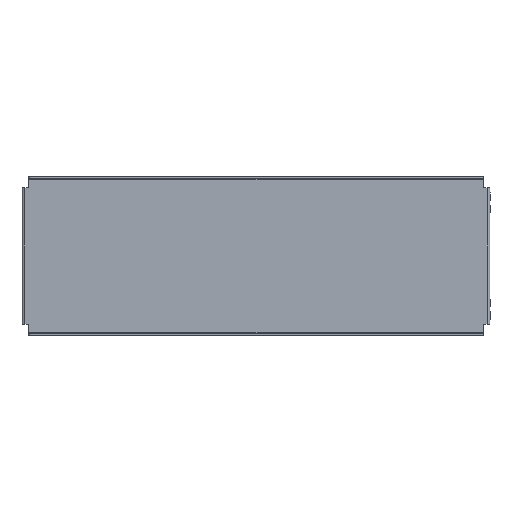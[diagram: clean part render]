
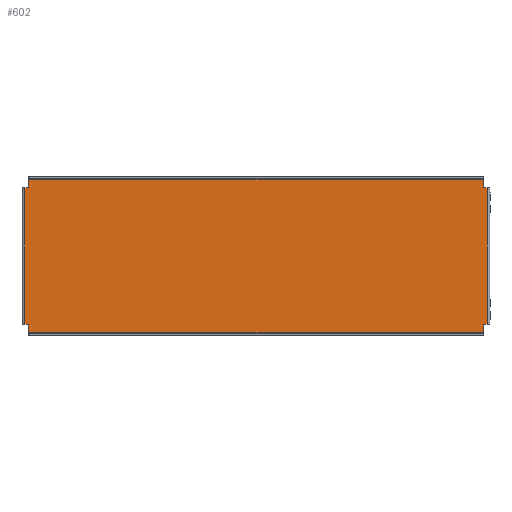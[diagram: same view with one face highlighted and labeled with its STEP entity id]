
A CAD part, top view. The second image highlights one B-rep face of the part: STEP entity #602.
In plain terms, the highlighted planar face has unit normal (0, 0, 1).
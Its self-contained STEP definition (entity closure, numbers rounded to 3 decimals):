
#65 = EDGE_CURVE ( 'NONE', #2257, #2372, #974, .T. ) ;
#66 = EDGE_CURVE ( 'NONE', #2257, #2566, #1056, .T. ) ;
#67 = EDGE_CURVE ( 'NONE', #2566, #2607, #986, .T. ) ;
#68 = EDGE_CURVE ( 'NONE', #2607, #2203, #1183, .T. ) ;
#69 = EDGE_CURVE ( 'NONE', #2465, #2203, #955, .T. ) ;
#70 = EDGE_CURVE ( 'NONE', #2465, #2376, #1026, .T. ) ;
#71 = EDGE_CURVE ( 'NONE', #2525, #2376, #1060, .T. ) ;
#72 = EDGE_CURVE ( 'NONE', #2525, #2245, #1153, .T. ) ;
#73 = EDGE_CURVE ( 'NONE', #2245, #2313, #1024, .T. ) ;
#74 = EDGE_CURVE ( 'NONE', #2313, #2176, #1181, .T. ) ;
#75 = EDGE_CURVE ( 'NONE', #2266, #2176, #990, .T. ) ;
#76 = EDGE_CURVE ( 'NONE', #2266, #2372, #1224, .T. ) ;
#229 = ORIENTED_EDGE ( 'NONE', *, *, #66, .T. ) ;
#250 = ORIENTED_EDGE ( 'NONE', *, *, #67, .T. ) ;
#257 = ORIENTED_EDGE ( 'NONE', *, *, #73, .T. ) ;
#319 = ORIENTED_EDGE ( 'NONE', *, *, #72, .T. ) ;
#336 = ORIENTED_EDGE ( 'NONE', *, *, #70, .T. ) ;
#359 = ORIENTED_EDGE ( 'NONE', *, *, #65, .F. ) ;
#406 = ORIENTED_EDGE ( 'NONE', *, *, #71, .F. ) ;
#421 = ORIENTED_EDGE ( 'NONE', *, *, #74, .T. ) ;
#472 = ORIENTED_EDGE ( 'NONE', *, *, #76, .T. ) ;
#486 = ORIENTED_EDGE ( 'NONE', *, *, #68, .T. ) ;
#491 = ORIENTED_EDGE ( 'NONE', *, *, #75, .F. ) ;
#513 = ORIENTED_EDGE ( 'NONE', *, *, #69, .F. ) ;
#602 = ADVANCED_FACE ( 'NONE', ( #803 ), #1957, .T. ) ;
#803 = FACE_OUTER_BOUND ( 'NONE', #2473, .T. ) ;
#806 = VECTOR ( 'NONE', #1683, 1000. ) ;
#815 = VECTOR ( 'NONE', #1635, 1000. ) ;
#847 = VECTOR ( 'NONE', #1514, 1000. ) ;
#884 = VECTOR ( 'NONE', #1538, 1000. ) ;
#955 = LINE ( 'NONE', #1630, #1156 ) ;
#972 = VECTOR ( 'NONE', #1534, 1000. ) ;
#974 = LINE ( 'NONE', #1689, #806 ) ;
#986 = LINE ( 'NONE', #1710, #847 ) ;
#990 = LINE ( 'NONE', #1654, #1023 ) ;
#1023 = VECTOR ( 'NONE', #1652, 1000. ) ;
#1024 = LINE ( 'NONE', #1657, #884 ) ;
#1026 = LINE ( 'NONE', #1675, #972 ) ;
#1056 = LINE ( 'NONE', #1714, #1101 ) ;
#1060 = LINE ( 'NONE', #1632, #815 ) ;
#1090 = VECTOR ( 'NONE', #1535, 1000. ) ;
#1093 = VECTOR ( 'NONE', #1646, 1000. ) ;
#1099 = VECTOR ( 'NONE', #1656, 1000. ) ;
#1101 = VECTOR ( 'NONE', #1504, 1000. ) ;
#1153 = LINE ( 'NONE', #1708, #1099 ) ;
#1156 = VECTOR ( 'NONE', #1533, 1000. ) ;
#1181 = LINE ( 'NONE', #1540, #1090 ) ;
#1183 = LINE ( 'NONE', #1703, #1203 ) ;
#1203 = VECTOR ( 'NONE', #1682, 1000. ) ;
#1224 = LINE ( 'NONE', #1704, #1093 ) ;
#1344 = CARTESIAN_POINT ( 'NONE',  ( -242., -72.5, 2. ) ) ;
#1358 = CARTESIAN_POINT ( 'NONE',  ( -246., -72.5, 2. ) ) ;
#1368 = CARTESIAN_POINT ( 'NONE',  ( 246., -72.5, 2. ) ) ;
#1394 = CARTESIAN_POINT ( 'NONE',  ( 242., -81.5, 2. ) ) ;
#1395 = CARTESIAN_POINT ( 'NONE',  ( 242., -72.5, 2. ) ) ;
#1397 = CARTESIAN_POINT ( 'NONE',  ( -242., 72.5, 2. ) ) ;
#1409 = CARTESIAN_POINT ( 'NONE',  ( 246., 72.5, 2. ) ) ;
#1412 = CARTESIAN_POINT ( 'NONE',  ( -246., 72.5, 2. ) ) ;
#1440 = CARTESIAN_POINT ( 'NONE',  ( 242., 81.5, 2. ) ) ;
#1443 = CARTESIAN_POINT ( 'NONE',  ( -242., -81.5, 2. ) ) ;
#1446 = CARTESIAN_POINT ( 'NONE',  ( -242., 81.5, 2. ) ) ;
#1467 = CARTESIAN_POINT ( 'NONE',  ( 242., 72.5, 2. ) ) ;
#1504 = DIRECTION ( 'NONE',  ( 0., -1., 0. ) ) ;
#1514 = DIRECTION ( 'NONE',  ( 1., 0., 0. ) ) ;
#1533 = DIRECTION ( 'NONE',  ( -1., 0., 0. ) ) ;
#1534 = DIRECTION ( 'NONE',  ( 0., 1., 0. ) ) ;
#1535 = DIRECTION ( 'NONE',  ( 0., 1., 0. ) ) ;
#1538 = DIRECTION ( 'NONE',  ( -1., 0., 0. ) ) ;
#1540 = CARTESIAN_POINT ( 'NONE',  ( 242., 82.5, 2. ) ) ;
#1630 = CARTESIAN_POINT ( 'NONE',  ( 242., -81.5, 2. ) ) ;
#1632 = CARTESIAN_POINT ( 'NONE',  ( 247., -72.5, 2. ) ) ;
#1635 = DIRECTION ( 'NONE',  ( -1., 0., 0. ) ) ;
#1646 = DIRECTION ( 'NONE',  ( 0., -1., 0. ) ) ;
#1652 = DIRECTION ( 'NONE',  ( 1., 0., 0. ) ) ;
#1654 = CARTESIAN_POINT ( 'NONE',  ( -242., 81.5, 2. ) ) ;
#1656 = DIRECTION ( 'NONE',  ( 0., 1., 0. ) ) ;
#1657 = CARTESIAN_POINT ( 'NONE',  ( 247., 72.5, 2. ) ) ;
#1675 = CARTESIAN_POINT ( 'NONE',  ( 242., 82.5, 2. ) ) ;
#1682 = DIRECTION ( 'NONE',  ( 0., -1., 0. ) ) ;
#1683 = DIRECTION ( 'NONE',  ( 1., 0., 0. ) ) ;
#1689 = CARTESIAN_POINT ( 'NONE',  ( -247., 72.5, 2. ) ) ;
#1703 = CARTESIAN_POINT ( 'NONE',  ( -242., 82.5, 2. ) ) ;
#1704 = CARTESIAN_POINT ( 'NONE',  ( -242., 82.5, 2. ) ) ;
#1708 = CARTESIAN_POINT ( 'NONE',  ( 246., -72.5, 2. ) ) ;
#1710 = CARTESIAN_POINT ( 'NONE',  ( -247., -72.5, 2. ) ) ;
#1714 = CARTESIAN_POINT ( 'NONE',  ( -246., 72.5, 2. ) ) ;
#1897 = CARTESIAN_POINT ( 'NONE',  ( -242., -82.5, 2. ) ) ;
#1908 = DIRECTION ( 'NONE',  ( 1., 0., 0. ) ) ;
#1957 = PLANE ( 'NONE',  #3085 ) ;
#1967 = DIRECTION ( 'NONE',  ( 0., 0., 1. ) ) ;
#2176 = VERTEX_POINT ( 'NONE', #1440 ) ;
#2203 = VERTEX_POINT ( 'NONE', #1443 ) ;
#2245 = VERTEX_POINT ( 'NONE', #1409 ) ;
#2257 = VERTEX_POINT ( 'NONE', #1412 ) ;
#2266 = VERTEX_POINT ( 'NONE', #1446 ) ;
#2313 = VERTEX_POINT ( 'NONE', #1467 ) ;
#2372 = VERTEX_POINT ( 'NONE', #1397 ) ;
#2376 = VERTEX_POINT ( 'NONE', #1395 ) ;
#2465 = VERTEX_POINT ( 'NONE', #1394 ) ;
#2473 = EDGE_LOOP ( 'NONE', ( #359, #229, #250, #486, #513, #336, #406, #319, #257, #421, #491, #472 ) ) ;
#2525 = VERTEX_POINT ( 'NONE', #1368 ) ;
#2566 = VERTEX_POINT ( 'NONE', #1358 ) ;
#2607 = VERTEX_POINT ( 'NONE', #1344 ) ;
#3085 = AXIS2_PLACEMENT_3D ( 'NONE', #1897, #1967, #1908 ) ;
